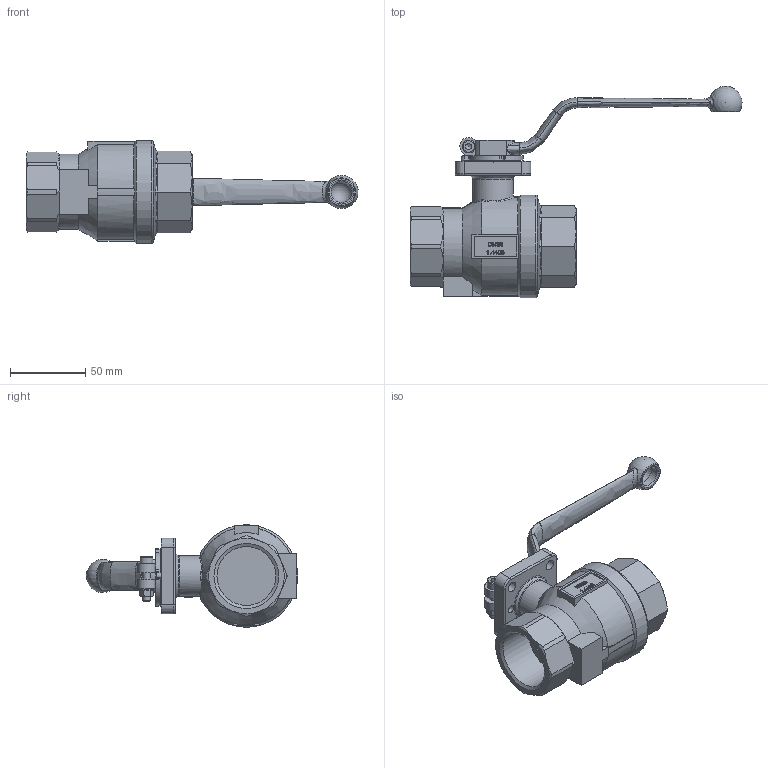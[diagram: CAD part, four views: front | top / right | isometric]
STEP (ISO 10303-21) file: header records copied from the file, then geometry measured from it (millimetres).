
FILE_DESCRIPTION (( 'STEP AP214' ), '1' );
FILE_NAME ('DVGW-K2-114-G16-4 Pro Kugelhahn 2205.STEP', '2022-05-10T12:12:26', ( '' ), ( '' ), 'SwSTEP 2.0', 'SolidWorks 2019', '' );
FILE_SCHEMA (( 'AUTOMOTIVE_DESIGN' ));
Length unit declared in the file: millimetre
Products named in the file (1): DVGW-K2-114-G16-4 Pro Kugelhahn 2205
Bounding box: 219.91 x 140.05 x 68 mm (x, y, z)
Volume: 287908.6 mm3; surface area: 51420.4 mm2
Topology: 1 solids, 1 shells, 473 faces, 1275 edges, 828 vertices
Faces by surface type: plane 234, cylinder 94, bspline 87, cone 43, torus 11, sphere 4
Full cylindrical faces by diameter (mm): 4.9 x1, 5 x2, 5.2 x1, 7 x4, 8.5 x1, 9.4 x1, 14 x1, 20.278 x1, 27 x1, 38.952 x2, 68 x1
Entity records: 20031 total; most frequent: CARTESIAN_POINT 9117, ORIENTED_EDGE 2442, DIRECTION 1880, EDGE_CURVE 1221, VERTEX_POINT 811, AXIS2_PLACEMENT_3D 632, VECTOR 616, LINE 616
